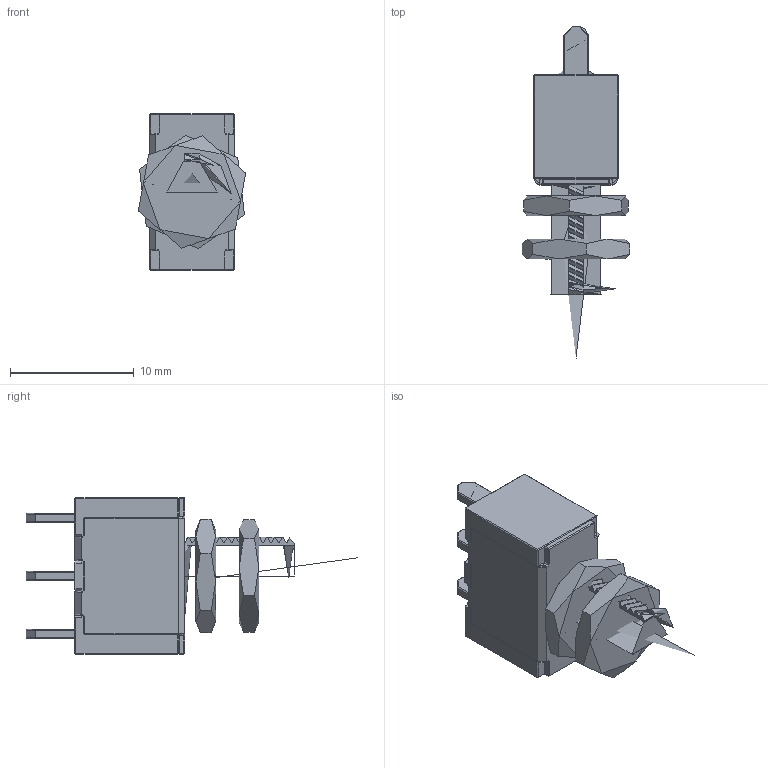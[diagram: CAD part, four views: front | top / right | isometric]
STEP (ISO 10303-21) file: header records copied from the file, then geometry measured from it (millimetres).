
FILE_DESCRIPTION(/* description */ (''),/* implementation_level */ '2;1');
FILE_NAME(/* name */ 'Toggle_Switch_Mini_02-GC-STEP',/* time_stamp */ '2018-07-18T19:07:27-07:00',/* author */ (''),/* organization */ (''),/* preprocessor_version */ 'ST-DEVELOPER v16.5',/* originating_system */ '',/* authorisation */ '');
FILE_SCHEMA (('AUTOMOTIVE_DESIGN'));
Length unit declared in the file: inch
Products named in the file (1): Document
Bounding box: 8.7 x 26.86 x 12.7 mm (x, y, z)
Volume: 940 mm3; surface area: 1919.3 mm2
Topology: 8 solids, 12 shells, 589 faces, 1374 edges, 791 vertices
Faces by surface type: bspline 439, plane 150
Entity records: 34017 total; most frequent: CARTESIAN_POINT 25965, ORIENTED_EDGE 2705, EDGE_CURVE 1360, B_SPLINE_CURVE_WITH_KNOTS 811, VERTEX_POINT 791, EDGE_LOOP 600, ADVANCED_FACE 589, FACE_OUTER_BOUND 589
